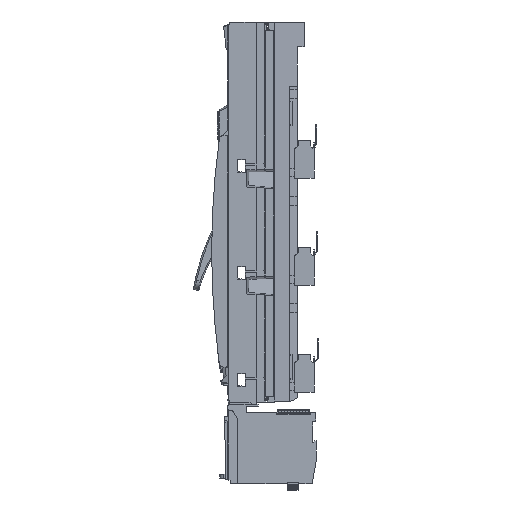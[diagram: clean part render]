
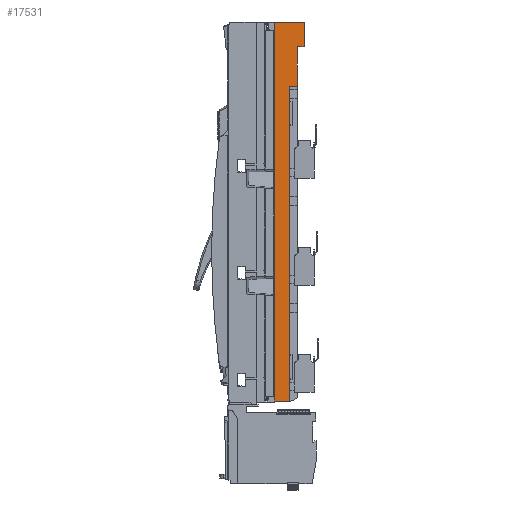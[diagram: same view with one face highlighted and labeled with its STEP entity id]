
A CAD part, left-side view. The second image highlights one B-rep face of the part: STEP entity #17531.
In plain terms, the highlighted planar face has unit normal (-1, -0.009, 0).
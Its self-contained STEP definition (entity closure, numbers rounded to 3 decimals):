
#11634=CARTESIAN_POINT('',(2.026,19.365,6.437));
#11635=CARTESIAN_POINT('',(2.025,19.522,6.435));
#11636=CARTESIAN_POINT('',(2.023,19.68,6.436));
#11637=CARTESIAN_POINT('',(2.022,19.837,6.434));
#11642=DIRECTION('',(0.,0.,-1.));
#11643=VECTOR('',#11642,2.711);
#11644=CARTESIAN_POINT('',(2.022,19.837,6.434));
#11645=LINE('',#11644,#11643);
#11649=DIRECTION('',(-0.009,1.,-0.009));
#11650=VECTOR('',#11649,1.043);
#11651=CARTESIAN_POINT('',(2.017,20.369,
-17.748));
#11652=LINE('',#11651,#11650);
#11656=DIRECTION('',(0.,0.,1.));
#11657=VECTOR('',#11656,25.866);
#11658=CARTESIAN_POINT('',(2.008,21.412,
-17.757));
#11659=LINE('',#11658,#11657);
#11663=DIRECTION('',(0.009,-1.,-0.009));
#11664=VECTOR('',#11663,2.047);
#11665=CARTESIAN_POINT('',(2.008,21.412,8.109));
#11666=LINE('',#11665,#11664);
#11670=DIRECTION('',(0.,0.,-1.));
#11671=VECTOR('',#11670,1.655);
#11672=CARTESIAN_POINT('',(2.026,19.365,8.092));
#11673=LINE('',#11672,#11671);
#11747=DIRECTION('',(0.009,-1.,0.005));
#11748=VECTOR('',#11747,0.532);
#11749=CARTESIAN_POINT('',(2.017,20.369,3.721));
#11750=LINE('',#11749,#11748);
#12963=DIRECTION('',(0.,0.,1.));
#12964=VECTOR('',#12963,21.468);
#12965=CARTESIAN_POINT('',(2.017,20.369,
-17.748));
#12966=LINE('',#12965,#12964);
#16610=CARTESIAN_POINT('',(2.008,21.412,
-17.757));
#16611=CARTESIAN_POINT('',(2.008,21.412,8.109));
#16612=VERTEX_POINT('',#16610);
#16613=VERTEX_POINT('',#16611);
#16614=CARTESIAN_POINT('',(2.026,19.365,8.092));
#16615=VERTEX_POINT('',#16614);
#16738=VERTEX_POINT('',#11634);
#16739=VERTEX_POINT('',#11637);
#16740=CARTESIAN_POINT('',(2.022,19.837,3.723));
#16741=VERTEX_POINT('',#16740);
#16742=CARTESIAN_POINT('',(2.017,20.369,3.721));
#16743=VERTEX_POINT('',#16742);
#16744=CARTESIAN_POINT('',(2.017,20.369,
-17.748));
#16745=VERTEX_POINT('',#16744);
#17508=CARTESIAN_POINT('',(2.022,19.821,8.05));
#17509=DIRECTION('',(1.,0.009,0.));
#17510=DIRECTION('',(0.,0.,-1.));
#17511=AXIS2_PLACEMENT_3D('',#17508,#17509,#17510);
#17512=PLANE('',#17511);
#17514=ORIENTED_EDGE('',*,*,#17513,.T.);
#17516=ORIENTED_EDGE('',*,*,#17515,.T.);
#17518=ORIENTED_EDGE('',*,*,#17517,.F.);
#17520=ORIENTED_EDGE('',*,*,#17519,.F.);
#17522=ORIENTED_EDGE('',*,*,#17521,.T.);
#17524=ORIENTED_EDGE('',*,*,#17523,.T.);
#17526=ORIENTED_EDGE('',*,*,#17525,.T.);
#17528=ORIENTED_EDGE('',*,*,#17527,.T.);
#17529=EDGE_LOOP('',(#17514,#17516,#17518,#17520,#17522,#17524,#17526,#17528));
#17530=FACE_OUTER_BOUND('',#17529,.F.);
#11638=B_SPLINE_CURVE_WITH_KNOTS('',3,(#11634,#11635,#11636,#11637),
.UNSPECIFIED.,.F.,.F.,(4,4),(0.,1.),.UNSPECIFIED.);
#17513=EDGE_CURVE('',#16738,#16739,#11638,.T.);
#17515=EDGE_CURVE('',#16739,#16741,#11645,.T.);
#17517=EDGE_CURVE('',#16743,#16741,#11750,.T.);
#17519=EDGE_CURVE('',#16745,#16743,#12966,.T.);
#17521=EDGE_CURVE('',#16745,#16612,#11652,.T.);
#17523=EDGE_CURVE('',#16612,#16613,#11659,.T.);
#17525=EDGE_CURVE('',#16613,#16615,#11666,.T.);
#17527=EDGE_CURVE('',#16615,#16738,#11673,.T.);
#17531=ADVANCED_FACE('',(#17530),#17512,.F.);
